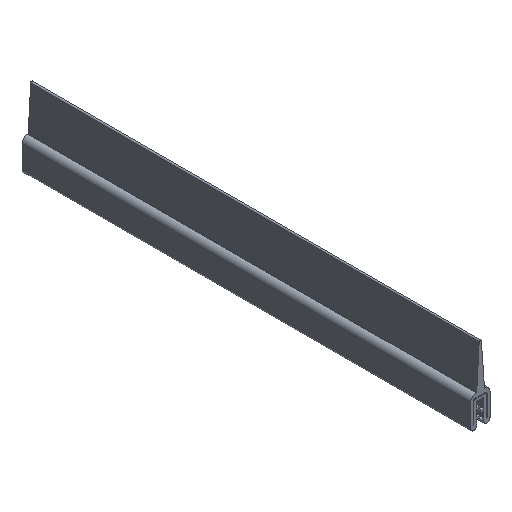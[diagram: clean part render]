
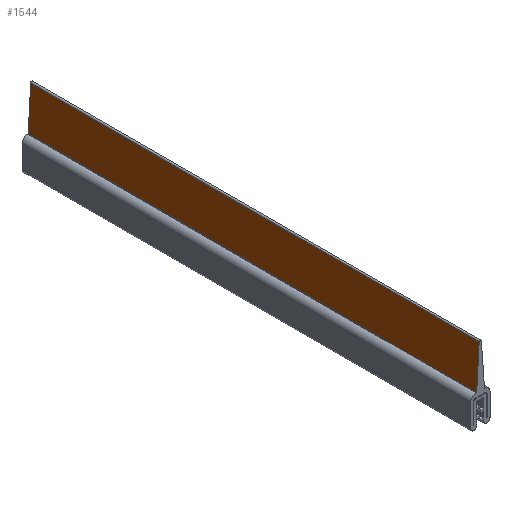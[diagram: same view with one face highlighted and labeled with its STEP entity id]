
A CAD part, isometric view. The second image highlights one B-rep face of the part: STEP entity #1544.
In plain terms, the highlighted free-form (B-spline) face has degree [1, 1] with [2, 2] control points.
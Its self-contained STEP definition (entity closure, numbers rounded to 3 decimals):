
#326=CARTESIAN_POINT('',(-0.469,0.0,33.031));
#327=VERTEX_POINT('',#326);
#345=CARTESIAN_POINT('',(-1.599,0.0,14.));
#346=VERTEX_POINT('',#345);
#347=CARTESIAN_POINT('',(-1.599,0.0,14.));
#348=CARTESIAN_POINT('',(-0.469,0.0,33.031));
#349=QUASI_UNIFORM_CURVE('',1,(#347,#348),.UNSPECIFIED.,.F.,.U.);
#350=EDGE_CURVE('',#346,#327,#349,.T.);
#524=CARTESIAN_POINT('',(-1.599,200.0,14.));
#525=VERTEX_POINT('',#524);
#531=CARTESIAN_POINT('',(-0.469,200.0,33.031));
#532=VERTEX_POINT('',#531);
#533=CARTESIAN_POINT('',(-1.599,200.0,14.));
#534=CARTESIAN_POINT('',(-0.469,200.0,33.031));
#535=QUASI_UNIFORM_CURVE('',1,(#533,#534),.UNSPECIFIED.,.F.,.U.);
#536=EDGE_CURVE('',#525,#532,#535,.T.);
#1521=CARTESIAN_POINT('',(-0.469,200.0,33.031));
#1522=CARTESIAN_POINT('',(-0.469,0.0,33.031));
#1523=QUASI_UNIFORM_CURVE('',1,(#1521,#1522),.UNSPECIFIED.,.F.,.U.);
#1524=EDGE_CURVE('',#532,#327,#1523,.T.);
#1529=CARTESIAN_POINT('',(-0.412,-9.99,33.982));
#1530=CARTESIAN_POINT('',(-1.655,-9.99,13.049));
#1531=CARTESIAN_POINT('',(-0.412,209.99,33.982));
#1532=CARTESIAN_POINT('',(-1.655,209.99,13.049));
#1533=B_SPLINE_SURFACE_WITH_KNOTS('',1,1,((#1529,#1531),(#1530,#1532)),.UNSPECIFIED.,.F.,.F.,.U.,(2,2),(2,2),(0.0,20.969),(0.0,219.98),.UNSPECIFIED.);
#1534=ORIENTED_EDGE('',*,*,#350,.T.);
#1535=ORIENTED_EDGE('',*,*,#1524,.F.);
#1536=ORIENTED_EDGE('',*,*,#536,.F.);
#1537=CARTESIAN_POINT('',(-1.599,200.0,14.));
#1538=CARTESIAN_POINT('',(-1.599,0.0,14.));
#1539=QUASI_UNIFORM_CURVE('',1,(#1537,#1538),.UNSPECIFIED.,.F.,.U.);
#1540=EDGE_CURVE('',#525,#346,#1539,.T.);
#1541=ORIENTED_EDGE('',*,*,#1540,.T.);
#1542=EDGE_LOOP('',(#1534,#1535,#1536,#1541));
#1543=FACE_OUTER_BOUND('',#1542,.T.);
#1544=ADVANCED_FACE('',(#1543),#1533,.F.);
